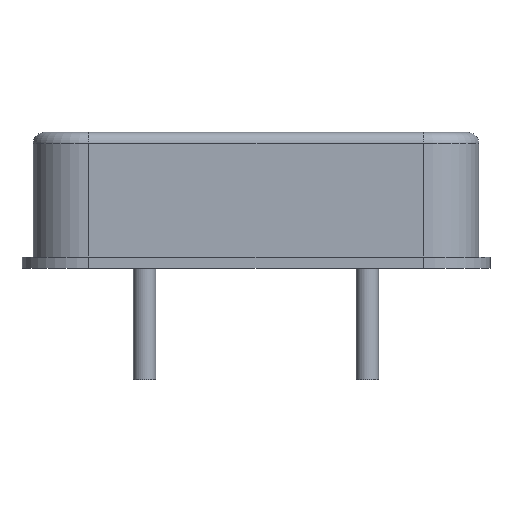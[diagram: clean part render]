
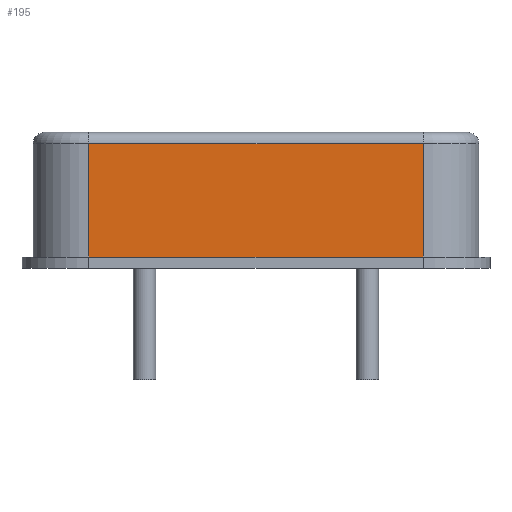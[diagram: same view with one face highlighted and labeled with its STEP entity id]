
A CAD part, front view. The second image highlights one B-rep face of the part: STEP entity #195.
In plain terms, the highlighted planar face has unit normal (0, -1, 0).
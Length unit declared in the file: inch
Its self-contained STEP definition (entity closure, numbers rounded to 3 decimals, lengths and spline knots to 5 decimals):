
#154 = ORIENTED_EDGE ( 'NONE', *, *, #155, .T. ) ;
#155 = EDGE_CURVE ( 'NONE', #206, #200, #687, .T. ) ;
#195 = ADVANCED_FACE ( 'NONE', ( #786 ), #828, .F. ) ;
#196 = EDGE_LOOP ( 'NONE', ( #197, #201, #204, #154 ) ) ;
#197 = ORIENTED_EDGE ( 'NONE', *, *, #198, .F. ) ;
#198 = EDGE_CURVE ( 'NONE', #199, #200, #827, .T. ) ;
#199 = VERTEX_POINT ( 'NONE', #819 ) ;
#200 = VERTEX_POINT ( 'NONE', #818 ) ;
#201 = ORIENTED_EDGE ( 'NONE', *, *, #202, .T. ) ;
#202 = EDGE_CURVE ( 'NONE', #199, #203, #873, .T. ) ;
#203 = VERTEX_POINT ( 'NONE', #869 ) ;
#204 = ORIENTED_EDGE ( 'NONE', *, *, #205, .T. ) ;
#205 = EDGE_CURVE ( 'NONE', #203, #206, #868, .T. ) ;
#206 = VERTEX_POINT ( 'NONE', #864 ) ;
#684 = DIRECTION ( 'NONE',  ( 0., 0., -1. ) ) ;
#685 = VECTOR ( 'NONE', #684, 39.37008 ) ;
#686 = CARTESIAN_POINT ( 'NONE',  ( -0.05, -0.05, 0. ) ) ;
#687 = LINE ( 'NONE', #686, #685 ) ;
#786 = FACE_OUTER_BOUND ( 'NONE', #196, .T. ) ;
#818 = CARTESIAN_POINT ( 'NONE',  ( -0.05, -0.05, 0.01 ) ) ;
#819 = CARTESIAN_POINT ( 'NONE',  ( 0.25, -0.05, 0.01 ) ) ;
#820 = DIRECTION ( 'NONE',  ( -1., 0., 0. ) ) ;
#821 = VECTOR ( 'NONE', #820, 39.37008 ) ;
#822 = CARTESIAN_POINT ( 'NONE',  ( -0.1, -0.05, 0.01 ) ) ;
#823 = DIRECTION ( 'NONE',  ( 0., 0., 1. ) ) ;
#824 = DIRECTION ( 'NONE',  ( 0., 1., 0. ) ) ;
#825 = CARTESIAN_POINT ( 'NONE',  ( -0.1, -0.05, 0. ) ) ;
#826 = AXIS2_PLACEMENT_3D ( 'NONE', #825, #824, #823 ) ;
#827 = LINE ( 'NONE', #822, #821 ) ;
#828 = PLANE ( 'NONE',  #826 ) ;
#864 = CARTESIAN_POINT ( 'NONE',  ( -0.05, -0.05, 0.1118 ) ) ;
#865 = DIRECTION ( 'NONE',  ( -1., 0., 0. ) ) ;
#866 = VECTOR ( 'NONE', #865, 39.37008 ) ;
#867 = CARTESIAN_POINT ( 'NONE',  ( -0.05, -0.05, 0.1118 ) ) ;
#868 = LINE ( 'NONE', #867, #866 ) ;
#869 = CARTESIAN_POINT ( 'NONE',  ( 0.25, -0.05, 0.1118 ) ) ;
#870 = DIRECTION ( 'NONE',  ( 0., 0., 1. ) ) ;
#871 = VECTOR ( 'NONE', #870, 39.37008 ) ;
#872 = CARTESIAN_POINT ( 'NONE',  ( 0.25, -0.05, 0. ) ) ;
#873 = LINE ( 'NONE', #872, #871 ) ;
